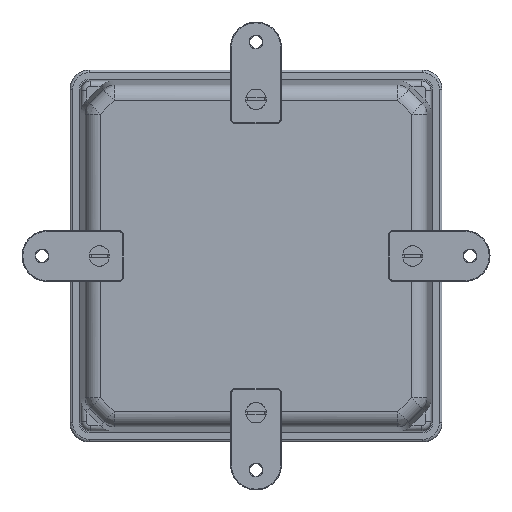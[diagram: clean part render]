
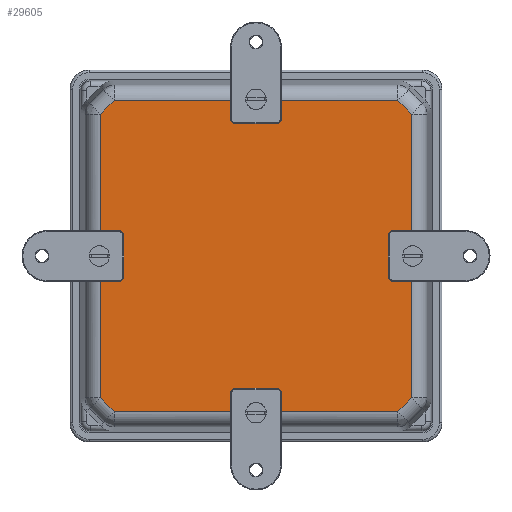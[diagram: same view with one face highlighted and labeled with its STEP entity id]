
A CAD part, front view. The second image highlights one B-rep face of the part: STEP entity #29605.
In plain terms, the highlighted planar face has unit normal (0, -1, 0).
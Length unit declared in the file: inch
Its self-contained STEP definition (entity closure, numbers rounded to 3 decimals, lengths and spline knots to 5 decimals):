
#705 = EDGE_CURVE ( 'NONE', #52584, #34254, #30391, .T. ) ;
#1021 = AXIS2_PLACEMENT_3D ( 'NONE', #18707, #11160, #51877 ) ;
#1103 = DIRECTION ( 'NONE',  ( 0., 0., -1. ) ) ;
#1394 = VECTOR ( 'NONE', #2094, 39.37008 ) ;
#1620 = ORIENTED_EDGE ( 'NONE', *, *, #22805, .T. ) ;
#1917 = CARTESIAN_POINT ( 'NONE',  ( -0.51086, -3.20372, 3.80511 ) ) ;
#2049 = ORIENTED_EDGE ( 'NONE', *, *, #18735, .T. ) ;
#2094 = DIRECTION ( 'NONE',  ( -1., 0., 0. ) ) ;
#2445 = EDGE_CURVE ( 'NONE', #39336, #52584, #51447, .T. ) ;
#3414 = CIRCLE ( 'NONE', #24877, 0.175 ) ;
#3673 = CARTESIAN_POINT ( 'NONE',  ( -3.98087, -3.20372, -3.80511 ) ) ;
#3877 = CARTESIAN_POINT ( 'NONE',  ( 3.29426, -3.20372, 0.17243 ) ) ;
#4199 = DIRECTION ( 'NONE',  ( 0., 1., 0. ) ) ;
#4324 = CARTESIAN_POINT ( 'NONE',  ( 3.32414, -3.20372, 0. ) ) ;
#4478 = VERTEX_POINT ( 'NONE', #10552 ) ;
#4514 = DIRECTION ( 'NONE',  ( 0., 0., -1. ) ) ;
#4748 = VECTOR ( 'NONE', #1103, 39.37008 ) ;
#4759 = CARTESIAN_POINT ( 'NONE',  ( -0.51086, -3.20372, -3.835 ) ) ;
#5076 = VECTOR ( 'NONE', #15179, 39.37008 ) ;
#5166 = CARTESIAN_POINT ( 'NONE',  ( 3.29426, -3.20372, -0.17243 ) ) ;
#5254 = DIRECTION ( 'NONE',  ( 1., 0., 0. ) ) ;
#5364 = CARTESIAN_POINT ( 'NONE',  ( -4.31597, -3.20372, -3.47001 ) ) ;
#5422 = ORIENTED_EDGE ( 'NONE', *, *, #12192, .T. ) ;
#5854 = VECTOR ( 'NONE', #25067, 39.37008 ) ;
#6347 = VECTOR ( 'NONE', #35315, 39.37008 ) ;
#6563 = CARTESIAN_POINT ( 'NONE',  ( 3.29426, -3.20372, 3.47001 ) ) ;
#6722 = CARTESIAN_POINT ( 'NONE',  ( 2.95915, -3.20372, -3.80511 ) ) ;
#6871 = DIRECTION ( 'NONE',  ( 0., -1., 0. ) ) ;
#6891 = EDGE_CURVE ( 'NONE', #46822, #50366, #47952, .T. ) ;
#6964 = EDGE_CURVE ( 'NONE', #42658, #15468, #10736, .T. ) ;
#7120 = ORIENTED_EDGE ( 'NONE', *, *, #6964, .T. ) ;
#7385 = CARTESIAN_POINT ( 'NONE',  ( -0.51086, -3.20372, -3.80511 ) ) ;
#7985 = CIRCLE ( 'NONE', #1021, 0.175 ) ;
#8008 = DIRECTION ( 'NONE',  ( 0., 0., -1. ) ) ;
#9448 = CARTESIAN_POINT ( 'NONE',  ( 3.29426, -3.20372, -3.47001 ) ) ;
#9507 = CARTESIAN_POINT ( 'NONE',  ( -0.51086, -3.20372, 3.80511 ) ) ;
#9645 = VERTEX_POINT ( 'NONE', #44137 ) ;
#9787 = VECTOR ( 'NONE', #33564, 39.37008 ) ;
#10552 = CARTESIAN_POINT ( 'NONE',  ( -0.33843, -3.20372, -3.80511 ) ) ;
#10736 = LINE ( 'NONE', #40673, #20311 ) ;
#11160 = DIRECTION ( 'NONE',  ( 0., 1., 0. ) ) ;
#12192 = EDGE_CURVE ( 'NONE', #47219, #32604, #7985, .T. ) ;
#12575 = DIRECTION ( 'NONE',  ( 0., 1., 0. ) ) ;
#12842 = CARTESIAN_POINT ( 'NONE',  ( -3.98087, -3.20372, 3.80511 ) ) ;
#13589 = ORIENTED_EDGE ( 'NONE', *, *, #6891, .T. ) ;
#15179 = DIRECTION ( 'NONE',  ( 0., 0., 1. ) ) ;
#15204 = VECTOR ( 'NONE', #48916, 39.37008 ) ;
#15468 = VERTEX_POINT ( 'NONE', #3673 ) ;
#15633 = EDGE_CURVE ( 'NONE', #47907, #4478, #3414, .T. ) ;
#16167 = ORIENTED_EDGE ( 'NONE', *, *, #705, .T. ) ;
#16189 = ORIENTED_EDGE ( 'NONE', *, *, #29486, .T. ) ;
#16538 = DIRECTION ( 'NONE',  ( 0., 0., -1. ) ) ;
#16700 = LINE ( 'NONE', #9507, #5854 ) ;
#16888 = CARTESIAN_POINT ( 'NONE',  ( -4.34586, -3.20372, 0. ) ) ;
#18707 = CARTESIAN_POINT ( 'NONE',  ( -0.51086, -3.20372, 3.835 ) ) ;
#18735 = EDGE_CURVE ( 'NONE', #22588, #47219, #16700, .T. ) ;
#19122 = CARTESIAN_POINT ( 'NONE',  ( 3.29426, -3.20372, 0. ) ) ;
#19974 = VERTEX_POINT ( 'NONE', #5166 ) ;
#20311 = VECTOR ( 'NONE', #49085, 39.37008 ) ;
#20364 = CARTESIAN_POINT ( 'NONE',  ( 3.29426, -3.20372, 0. ) ) ;
#20599 = ORIENTED_EDGE ( 'NONE', *, *, #49681, .T. ) ;
#20739 = EDGE_CURVE ( 'NONE', #22241, #48861, #49958, .T. ) ;
#21175 = DIRECTION ( 'NONE',  ( 0., 0., -1. ) ) ;
#21765 = ORIENTED_EDGE ( 'NONE', *, *, #27747, .T. ) ;
#21821 = AXIS2_PLACEMENT_3D ( 'NONE', #52214, #6871, #51860 ) ;
#22241 = VERTEX_POINT ( 'NONE', #6722 ) ;
#22588 = VERTEX_POINT ( 'NONE', #43790 ) ;
#22805 = EDGE_CURVE ( 'NONE', #15468, #47907, #35718, .T. ) ;
#23147 = ORIENTED_EDGE ( 'NONE', *, *, #15633, .T. ) ;
#24111 = LINE ( 'NONE', #24709, #52344 ) ;
#24709 = CARTESIAN_POINT ( 'NONE',  ( 3.29426, -3.20372, 3.47001 ) ) ;
#24760 = VECTOR ( 'NONE', #5254, 39.37008 ) ;
#24877 = AXIS2_PLACEMENT_3D ( 'NONE', #4759, #4199, #16538 ) ;
#25067 = DIRECTION ( 'NONE',  ( -1., 0., 0. ) ) ;
#25912 = DIRECTION ( 'NONE',  ( -0.707, 0., -0.707 ) ) ;
#26478 = CARTESIAN_POINT ( 'NONE',  ( -0.68329, -3.20372, -3.80511 ) ) ;
#26593 = AXIS2_PLACEMENT_3D ( 'NONE', #16888, #12575, #21175 ) ;
#27692 = LINE ( 'NONE', #7385, #9787 ) ;
#27747 = EDGE_CURVE ( 'NONE', #4478, #22241, #27692, .T. ) ;
#28287 = VECTOR ( 'NONE', #25912, 39.37008 ) ;
#29486 = EDGE_CURVE ( 'NONE', #32604, #39336, #32119, .T. ) ;
#29605 = ADVANCED_FACE ( 'NONE', ( #30203 ), #48105, .T. ) ;
#30203 = FACE_OUTER_BOUND ( 'NONE', #50138, .T. ) ;
#30391 = LINE ( 'NONE', #50009, #4748 ) ;
#31297 = EDGE_CURVE ( 'NONE', #19974, #46822, #49320, .T. ) ;
#31753 = EDGE_CURVE ( 'NONE', #48861, #19974, #39071, .T. ) ;
#32119 = LINE ( 'NONE', #1917, #1394 ) ;
#32492 = AXIS2_PLACEMENT_3D ( 'NONE', #4324, #45728, #4514 ) ;
#32604 = VERTEX_POINT ( 'NONE', #39308 ) ;
#32811 = ORIENTED_EDGE ( 'NONE', *, *, #39259, .T. ) ;
#33564 = DIRECTION ( 'NONE',  ( 1., 0., 0. ) ) ;
#34254 = VERTEX_POINT ( 'NONE', #46537 ) ;
#35315 = DIRECTION ( 'NONE',  ( 0.707, 0., 0.707 ) ) ;
#35575 = CARTESIAN_POINT ( 'NONE',  ( -4.31597, -3.20372, 3.47001 ) ) ;
#35718 = LINE ( 'NONE', #37500, #24760 ) ;
#36957 = CIRCLE ( 'NONE', #26593, 0.175 ) ;
#37500 = CARTESIAN_POINT ( 'NONE',  ( -0.51086, -3.20372, -3.80511 ) ) ;
#37929 = EDGE_CURVE ( 'NONE', #34254, #9645, #36957, .T. ) ;
#38918 = ORIENTED_EDGE ( 'NONE', *, *, #37929, .T. ) ;
#38991 = CARTESIAN_POINT ( 'NONE',  ( -0.33843, -3.20372, 3.80511 ) ) ;
#39071 = LINE ( 'NONE', #19122, #5076 ) ;
#39259 = EDGE_CURVE ( 'NONE', #9645, #42658, #48985, .T. ) ;
#39308 = CARTESIAN_POINT ( 'NONE',  ( -0.68329, -3.20372, 3.80511 ) ) ;
#39336 = VERTEX_POINT ( 'NONE', #12842 ) ;
#40673 = CARTESIAN_POINT ( 'NONE',  ( -4.31597, -3.20372, -3.47001 ) ) ;
#41333 = VECTOR ( 'NONE', #8008, 39.37008 ) ;
#42658 = VERTEX_POINT ( 'NONE', #5364 ) ;
#43790 = CARTESIAN_POINT ( 'NONE',  ( 2.95915, -3.20372, 3.80511 ) ) ;
#43891 = CARTESIAN_POINT ( 'NONE',  ( 2.95915, -3.20372, -3.80511 ) ) ;
#44137 = CARTESIAN_POINT ( 'NONE',  ( -4.31597, -3.20372, -0.17243 ) ) ;
#45728 = DIRECTION ( 'NONE',  ( 0., 1., 0. ) ) ;
#46152 = ORIENTED_EDGE ( 'NONE', *, *, #2445, .T. ) ;
#46537 = CARTESIAN_POINT ( 'NONE',  ( -4.31597, -3.20372, 0.17243 ) ) ;
#46822 = VERTEX_POINT ( 'NONE', #3877 ) ;
#47219 = VERTEX_POINT ( 'NONE', #38991 ) ;
#47907 = VERTEX_POINT ( 'NONE', #26478 ) ;
#47952 = LINE ( 'NONE', #20364, #15204 ) ;
#48105 = PLANE ( 'NONE',  #21821 ) ;
#48270 = ORIENTED_EDGE ( 'NONE', *, *, #31297, .T. ) ;
#48861 = VERTEX_POINT ( 'NONE', #9448 ) ;
#48916 = DIRECTION ( 'NONE',  ( 0., 0., 1. ) ) ;
#48985 = LINE ( 'NONE', #49250, #41333 ) ;
#49085 = DIRECTION ( 'NONE',  ( 0.707, 0., -0.707 ) ) ;
#49250 = CARTESIAN_POINT ( 'NONE',  ( -4.31597, -3.20372, 0. ) ) ;
#49320 = CIRCLE ( 'NONE', #32492, 0.175 ) ;
#49484 = DIRECTION ( 'NONE',  ( -0.707, 0., 0.707 ) ) ;
#49681 = EDGE_CURVE ( 'NONE', #50366, #22588, #24111, .T. ) ;
#49937 = ORIENTED_EDGE ( 'NONE', *, *, #31753, .T. ) ;
#49958 = LINE ( 'NONE', #43891, #6347 ) ;
#50009 = CARTESIAN_POINT ( 'NONE',  ( -4.31597, -3.20372, 0. ) ) ;
#50138 = EDGE_LOOP ( 'NONE', ( #46152, #16167, #38918, #32811, #7120, #1620, #23147, #21765, #50591, #49937, #48270, #13589, #20599, #2049, #5422, #16189 ) ) ;
#50366 = VERTEX_POINT ( 'NONE', #6563 ) ;
#50493 = CARTESIAN_POINT ( 'NONE',  ( -3.98087, -3.20372, 3.80511 ) ) ;
#50591 = ORIENTED_EDGE ( 'NONE', *, *, #20739, .T. ) ;
#51447 = LINE ( 'NONE', #50493, #28287 ) ;
#51860 = DIRECTION ( 'NONE',  ( 0., 0., -1. ) ) ;
#51877 = DIRECTION ( 'NONE',  ( 0., 0., -1. ) ) ;
#52214 = CARTESIAN_POINT ( 'NONE',  ( -0.51086, -3.20372, 0. ) ) ;
#52344 = VECTOR ( 'NONE', #49484, 39.37008 ) ;
#52584 = VERTEX_POINT ( 'NONE', #35575 ) ;
